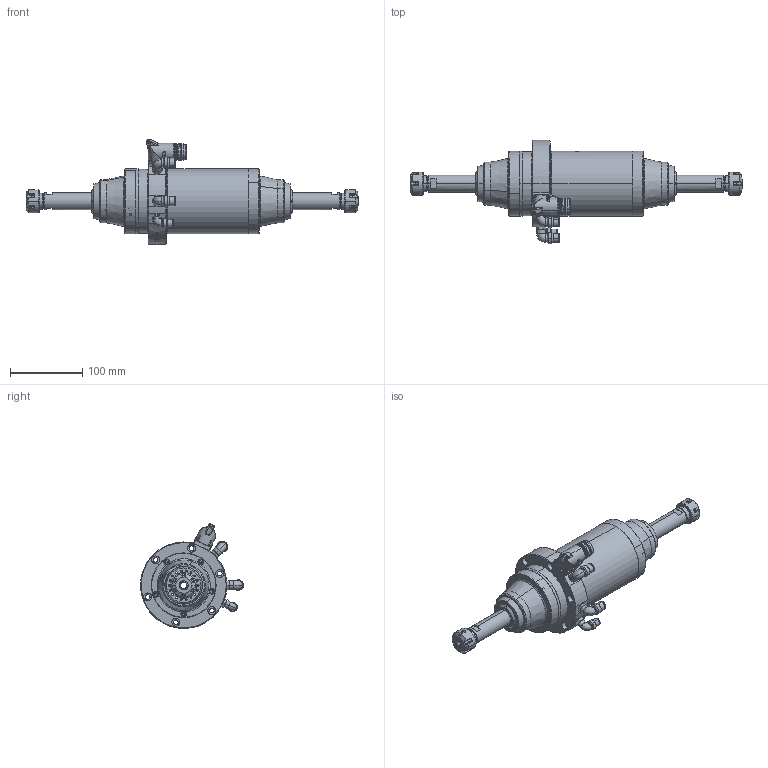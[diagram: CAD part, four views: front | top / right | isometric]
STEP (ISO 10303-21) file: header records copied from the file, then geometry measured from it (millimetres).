
FILE_DESCRIPTION (( 'STEP AP203' ), '1' );
FILE_NAME ('090S24FPS-01D.STEP', '2014-01-23T11:55:59', ( '' ), ( '' ), 'SwSTEP 2.0', 'SolidWorks 2012', '' );
FILE_SCHEMA (( 'CONFIG_CONTROL_DESIGN' ));
Length unit declared in the file: millimetre
Products named in the file (1): 090S24FPS-01D
Bounding box: 460.52 x 143 x 145.65 mm (x, y, z)
Surface area: 146590.5 mm2 (no closed solid volume)
Topology: 0 solids, 45 shells, 823 faces, 2628 edges, 1833 vertices
Faces by surface type: cylinder 338, plane 258, cone 98, torus 92, bspline 35, sphere 2
Entity records: 35824 total; most frequent: CARTESIAN_POINT 12938, DIRECTION 4803, ORIENTED_EDGE 4376, EDGE_CURVE 2620, AXIS2_PLACEMENT_3D 1864, VERTEX_POINT 1833, VECTOR 1075, LINE 1075
